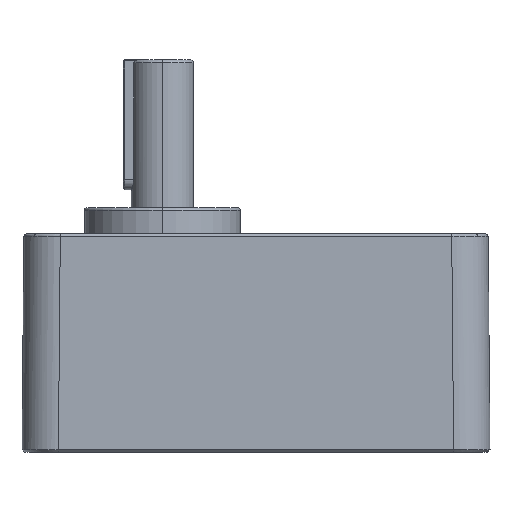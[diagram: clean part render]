
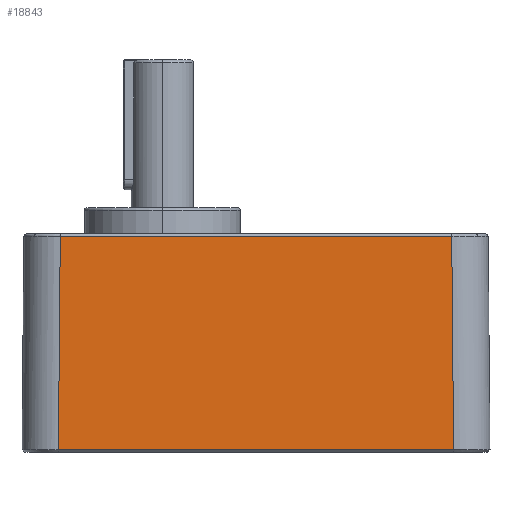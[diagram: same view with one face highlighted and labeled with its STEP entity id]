
A CAD part, left-side view. The second image highlights one B-rep face of the part: STEP entity #18843.
In plain terms, the highlighted face is planar.
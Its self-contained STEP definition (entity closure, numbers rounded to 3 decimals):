
#4160 = CARTESIAN_POINT ( 'NONE',  ( 44.638, 37.638, -41.504 ) ) ;
#6456 = CARTESIAN_POINT ( 'NONE',  ( 44.996, 37.996, -0.5 ) ) ;
#6459 = DIRECTION ( 'NONE',  ( 0.009, 0.009, 1. ) ) ;
#6460 = VECTOR ( 'NONE', #6459, 1000. ) ;
#6461 = CARTESIAN_POINT ( 'NONE',  ( 45.001, 38.001, 0.061 ) ) ;
#6475 = LINE ( 'NONE', #6461, #6460 ) ;
#6490 = CARTESIAN_POINT ( 'NONE',  ( 44.996, -37.996, -0.5 ) ) ;
#6525 = CARTESIAN_POINT ( 'NONE',  ( 44.638, -37.638, -41.504 ) ) ;
#6533 = FACE_OUTER_BOUND ( 'NONE', #18785, .T. ) ;
#6555 = DIRECTION ( 'NONE',  ( 0., 1., 0. ) ) ;
#6556 = VECTOR ( 'NONE', #6555, 1000. ) ;
#6561 = CARTESIAN_POINT ( 'NONE',  ( 44.638, 37.634, -41.504 ) ) ;
#6562 = LINE ( 'NONE', #6561, #6556 ) ;
#6564 = DIRECTION ( 'NONE',  ( -0.009, 0.009, -1. ) ) ;
#6565 = VECTOR ( 'NONE', #6564, 1000. ) ;
#6566 = CARTESIAN_POINT ( 'NONE',  ( 44.994, -37.994, -0.724 ) ) ;
#6569 = DIRECTION ( 'NONE',  ( 0., -1., 0. ) ) ;
#6570 = VECTOR ( 'NONE', #6569, 1000. ) ;
#6571 = CARTESIAN_POINT ( 'NONE',  ( 44.996, 45., -0.5 ) ) ;
#6572 = LINE ( 'NONE', #6571, #6570 ) ;
#6574 = DIRECTION ( 'NONE',  ( -0.009, 0., -1. ) ) ;
#6575 = DIRECTION ( 'NONE',  ( 1., 0., -0.009 ) ) ;
#6576 = CARTESIAN_POINT ( 'NONE',  ( 45., 45., 0. ) ) ;
#6577 = AXIS2_PLACEMENT_3D ( 'NONE', #6576, #6575, #6574 ) ;
#6578 = LINE ( 'NONE', #6566, #6565 ) ;
#6580 = PLANE ( 'NONE',  #6577 ) ;
#17846 = VERTEX_POINT ( 'NONE', #4160 ) ;
#18768 = ORIENTED_EDGE ( 'NONE', *, *, #18845, .T. ) ;
#18769 = VERTEX_POINT ( 'NONE', #6456 ) ;
#18781 = VERTEX_POINT ( 'NONE', #6490 ) ;
#18785 = EDGE_LOOP ( 'NONE', ( #18847, #18768, #18849, #18840 ) ) ;
#18800 = EDGE_CURVE ( 'NONE', #17846, #18769, #6475, .T. ) ;
#18840 = ORIENTED_EDGE ( 'NONE', *, *, #18851, .T. ) ;
#18841 = VERTEX_POINT ( 'NONE', #6525 ) ;
#18843 = ADVANCED_FACE ( 'NONE', ( #6533 ), #6580, .T. ) ;
#18845 = EDGE_CURVE ( 'NONE', #18769, #18781, #6572, .T. ) ;
#18846 = EDGE_CURVE ( 'NONE', #18781, #18841, #6578, .T. ) ;
#18847 = ORIENTED_EDGE ( 'NONE', *, *, #18800, .T. ) ;
#18849 = ORIENTED_EDGE ( 'NONE', *, *, #18846, .T. ) ;
#18851 = EDGE_CURVE ( 'NONE', #18841, #17846, #6562, .T. ) ;
